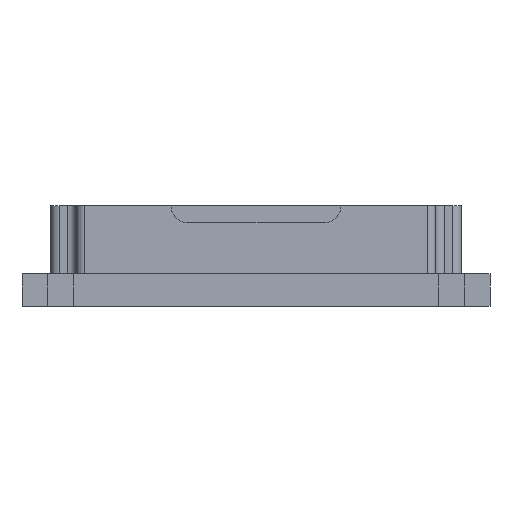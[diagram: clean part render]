
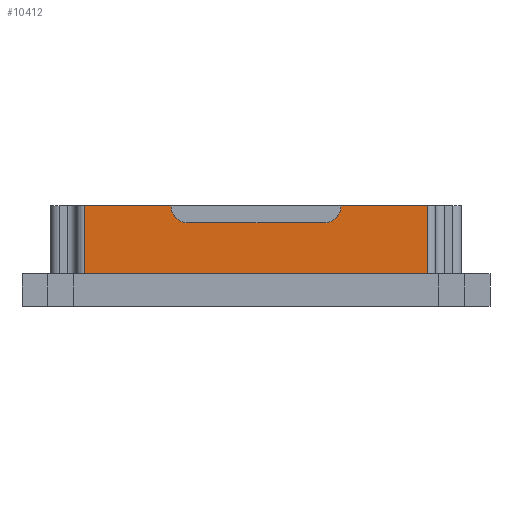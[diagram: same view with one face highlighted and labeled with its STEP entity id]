
A CAD part, front view. The second image highlights one B-rep face of the part: STEP entity #10412.
In plain terms, the highlighted planar face has unit normal (0, -1, 0).
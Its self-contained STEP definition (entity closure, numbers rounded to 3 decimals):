
#228=PLANE('',#11245);
#876=FACE_OUTER_BOUND('',#1483,.T.);
#1483=EDGE_LOOP('',(#7929,#7930,#7931,#7932,#7933,#7934,#7935,#7936));
#2107=LINE('',#15252,#3467);
#2118=LINE('',#15274,#3478);
#2250=LINE('',#15583,#3610);
#2266=LINE('',#15621,#3626);
#2285=LINE('',#15684,#3645);
#2286=LINE('',#15686,#3646);
#3467=VECTOR('',#12066,10.);
#3478=VECTOR('',#12081,10.);
#3610=VECTOR('',#12307,10.);
#3626=VECTOR('',#12359,10.);
#3645=VECTOR('',#12424,10.);
#3646=VECTOR('',#12427,10.);
#4819=CIRCLE('',#11220,2.);
#4820=CIRCLE('',#11223,2.);
#4966=VERTEX_POINT('',#15249);
#4967=VERTEX_POINT('',#15251);
#4975=VERTEX_POINT('',#15271);
#4976=VERTEX_POINT('',#15273);
#5105=VERTEX_POINT('',#15580);
#5106=VERTEX_POINT('',#15582);
#5109=VERTEX_POINT('',#15615);
#5110=VERTEX_POINT('',#15619);
#5996=EDGE_CURVE('',#4966,#4967,#2107,.T.);
#6009=EDGE_CURVE('',#4975,#4976,#2118,.T.);
#6163=EDGE_CURVE('',#5106,#5105,#2250,.T.);
#6181=EDGE_CURVE('',#5109,#4975,#4819,.T.);
#6183=EDGE_CURVE('',#5109,#5110,#2266,.T.);
#6184=EDGE_CURVE('',#4967,#5110,#4820,.T.);
#6211=EDGE_CURVE('',#4976,#5105,#2285,.T.);
#6212=EDGE_CURVE('',#5106,#4966,#2286,.T.);
#7929=ORIENTED_EDGE('',*,*,#6163,.T.);
#7930=ORIENTED_EDGE('',*,*,#6211,.F.);
#7931=ORIENTED_EDGE('',*,*,#6009,.F.);
#7932=ORIENTED_EDGE('',*,*,#6181,.F.);
#7933=ORIENTED_EDGE('',*,*,#6183,.T.);
#7934=ORIENTED_EDGE('',*,*,#6184,.F.);
#7935=ORIENTED_EDGE('',*,*,#5996,.F.);
#7936=ORIENTED_EDGE('',*,*,#6212,.F.);
#10412=ADVANCED_FACE('',(#876),#228,.T.);
#11220=AXIS2_PLACEMENT_3D('',#15617,#12354,#12355);
#11223=AXIS2_PLACEMENT_3D('',#15623,#12362,#12363);
#11245=AXIS2_PLACEMENT_3D('',#15685,#12425,#12426);
#12066=DIRECTION('',(-1.,0.,0.));
#12081=DIRECTION('',(-1.,0.,0.));
#12307=DIRECTION('',(-1.,0.,0.));
#12354=DIRECTION('center_axis',(0.,-1.,0.));
#12355=DIRECTION('ref_axis',(-0.707,0.,0.707));
#12359=DIRECTION('',(1.,0.,0.));
#12362=DIRECTION('center_axis',(0.,-1.,0.));
#12363=DIRECTION('ref_axis',(0.707,0.,0.707));
#12424=DIRECTION('',(0.,0.,1.));
#12425=DIRECTION('center_axis',(0.,-1.,0.));
#12426=DIRECTION('ref_axis',(-1.,0.,0.));
#12427=DIRECTION('',(0.,0.,-1.));
#15249=CARTESIAN_POINT('',(20.1,-21.6,-11.4));
#15251=CARTESIAN_POINT('',(10.,-21.6,-11.4));
#15252=CARTESIAN_POINT('',(21.1,-21.6,-11.4));
#15271=CARTESIAN_POINT('',(-10.,-21.6,-11.4));
#15273=CARTESIAN_POINT('',(-20.1,-21.6,-11.4));
#15274=CARTESIAN_POINT('',(21.1,-21.6,-11.4));
#15580=CARTESIAN_POINT('',(-20.1,-21.6,-3.4));
#15582=CARTESIAN_POINT('',(20.1,-21.6,-3.4));
#15583=CARTESIAN_POINT('',(10.55,-21.6,-3.4));
#15615=CARTESIAN_POINT('',(-8.,-21.6,-9.4));
#15617=CARTESIAN_POINT('Origin',(-8.,-21.6,-11.4));
#15619=CARTESIAN_POINT('',(8.,-21.6,-9.4));
#15621=CARTESIAN_POINT('',(10.55,-21.6,-9.4));
#15623=CARTESIAN_POINT('Origin',(8.,-21.6,-11.4));
#15684=CARTESIAN_POINT('',(-20.1,-21.6,-2.6));
#15685=CARTESIAN_POINT('Origin',(21.1,-21.6,-2.6));
#15686=CARTESIAN_POINT('',(20.1,-21.6,-2.6));
